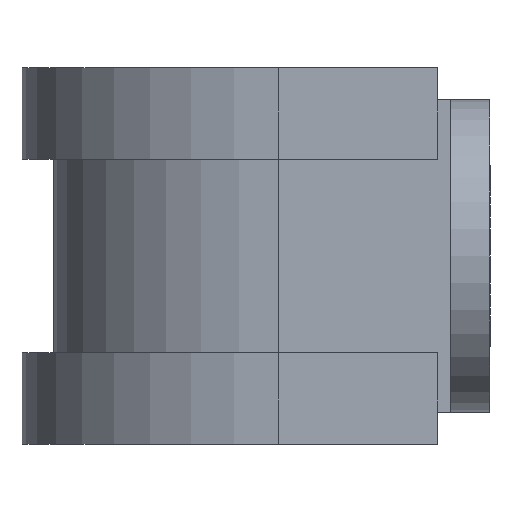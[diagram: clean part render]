
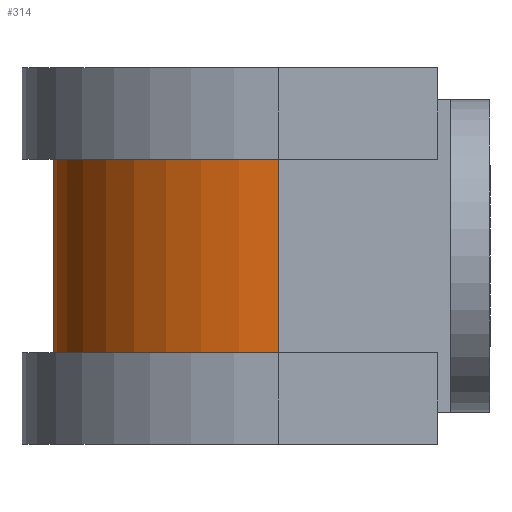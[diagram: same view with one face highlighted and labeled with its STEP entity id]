
A CAD part, left-side view. The second image highlights one B-rep face of the part: STEP entity #314.
In plain terms, the highlighted cylindrical face has radius 8.6 mm (diameter 17.2 mm), a partial arc.
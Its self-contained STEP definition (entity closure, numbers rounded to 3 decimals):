
#15 = AXIS2_PLACEMENT_3D ( 'NONE', #132, #1360, #1154 ) ;
#32 = VECTOR ( 'NONE', #1176, 1000. ) ;
#57 = CIRCLE ( 'NONE', #15, 8.6 ) ;
#88 = VERTEX_POINT ( 'NONE', #1139 ) ;
#132 = CARTESIAN_POINT ( 'NONE',  ( 0., 8.1, 3.7 ) ) ;
#135 = AXIS2_PLACEMENT_3D ( 'NONE', #1418, #727, #1411 ) ;
#148 = CARTESIAN_POINT ( 'NONE',  ( 8.6, 8.1, 6. ) ) ;
#252 = DIRECTION ( 'NONE',  ( 0., 0., -1. ) ) ;
#272 = EDGE_CURVE ( 'NONE', #1281, #1429, #57, .T. ) ;
#314 = ADVANCED_FACE ( 'NONE', ( #501 ), #1308, .T. ) ;
#376 = DIRECTION ( 'NONE',  ( 0., 0., 1. ) ) ;
#413 = CARTESIAN_POINT ( 'NONE',  ( -8.6, 8.1, 3.7 ) ) ;
#484 = VECTOR ( 'NONE', #252, 1000. ) ;
#501 = FACE_OUTER_BOUND ( 'NONE', #996, .T. ) ;
#506 = CARTESIAN_POINT ( 'NONE',  ( 8.6, 8.1, 3.7 ) ) ;
#518 = ORIENTED_EDGE ( 'NONE', *, *, #755, .F. ) ;
#600 = ORIENTED_EDGE ( 'NONE', *, *, #681, .T. ) ;
#621 = LINE ( 'NONE', #1401, #32 ) ;
#669 = EDGE_CURVE ( 'NONE', #1281, #1208, #1260, .T. ) ;
#681 = EDGE_CURVE ( 'NONE', #1208, #88, #887, .T. ) ;
#725 = ORIENTED_EDGE ( 'NONE', *, *, #669, .T. ) ;
#727 = DIRECTION ( 'NONE',  ( 0., 0., -1. ) ) ;
#755 = EDGE_CURVE ( 'NONE', #1429, #88, #621, .T. ) ;
#836 = CARTESIAN_POINT ( 'NONE',  ( 8.6, 8.1, -3.7 ) ) ;
#887 = CIRCLE ( 'NONE', #1076, 8.6 ) ;
#931 = CARTESIAN_POINT ( 'NONE',  ( 0., 8.1, -3.7 ) ) ;
#996 = EDGE_LOOP ( 'NONE', ( #1275, #725, #600, #518 ) ) ;
#1076 = AXIS2_PLACEMENT_3D ( 'NONE', #931, #376, #1264 ) ;
#1139 = CARTESIAN_POINT ( 'NONE',  ( -8.6, 8.1, -3.7 ) ) ;
#1154 = DIRECTION ( 'NONE',  ( 1., 0., 0. ) ) ;
#1176 = DIRECTION ( 'NONE',  ( 0., 0., -1. ) ) ;
#1208 = VERTEX_POINT ( 'NONE', #836 ) ;
#1260 = LINE ( 'NONE', #148, #484 ) ;
#1264 = DIRECTION ( 'NONE',  ( 1., 0., 0. ) ) ;
#1275 = ORIENTED_EDGE ( 'NONE', *, *, #272, .F. ) ;
#1281 = VERTEX_POINT ( 'NONE', #506 ) ;
#1308 = CYLINDRICAL_SURFACE ( 'NONE', #135, 8.6 ) ;
#1360 = DIRECTION ( 'NONE',  ( 0., 0., 1. ) ) ;
#1401 = CARTESIAN_POINT ( 'NONE',  ( -8.6, 8.1, 6. ) ) ;
#1411 = DIRECTION ( 'NONE',  ( -1., 0., 0. ) ) ;
#1418 = CARTESIAN_POINT ( 'NONE',  ( 0., 8.1, 6. ) ) ;
#1429 = VERTEX_POINT ( 'NONE', #413 ) ;
